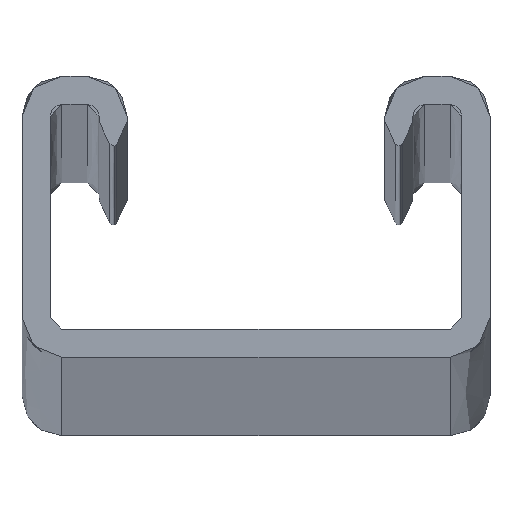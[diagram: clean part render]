
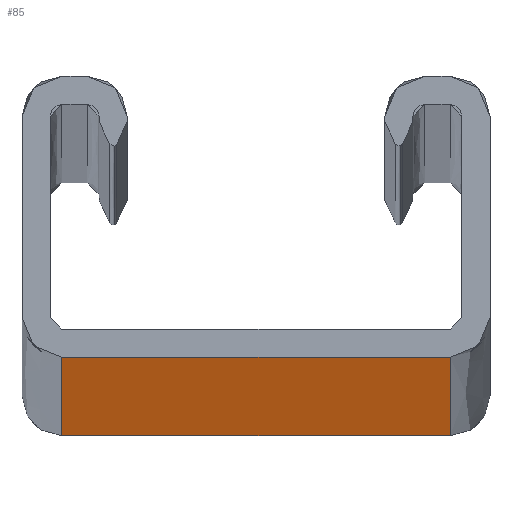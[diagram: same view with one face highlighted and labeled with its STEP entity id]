
A CAD part, top view. The second image highlights one B-rep face of the part: STEP entity #85.
In plain terms, the highlighted planar face has unit normal (0, -1, 0).
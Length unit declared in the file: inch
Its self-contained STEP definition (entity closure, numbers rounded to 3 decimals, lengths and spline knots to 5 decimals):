
#85=ADVANCED_FACE('',(#187),#188,.T.);
#187=FACE_OUTER_BOUND('',#331,.T.);
#188=PLANE('',#332);
#331=EDGE_LOOP('',(#583,#584,#585,#586));
#332=AXIS2_PLACEMENT_3D('',#587,#588,#589);
#583=ORIENTED_EDGE('',*,*,#857,.T.);
#584=ORIENTED_EDGE('',*,*,#858,.F.);
#585=ORIENTED_EDGE('',*,*,#859,.F.);
#586=ORIENTED_EDGE('',*,*,#860,.T.);
#587=CARTESIAN_POINT('',(0.51875,0.0,0.0));
#588=DIRECTION('',(0.0,-1.0,0.0));
#589=DIRECTION('',(1.0,0.0,-0.0));
#857=EDGE_CURVE('',#1032,#1033,#1034,.T.);
#858=EDGE_CURVE('',#1035,#1033,#1036,.T.);
#859=EDGE_CURVE('',#1037,#1035,#1038,.T.);
#860=EDGE_CURVE('',#1037,#1032,#1039,.T.);
#1032=VERTEX_POINT('',#1297);
#1033=VERTEX_POINT('',#1298);
#1034=LINE('',#1299,#1300);
#1035=VERTEX_POINT('',#1301);
#1036=LINE('',#1302,#1303);
#1037=VERTEX_POINT('',#1304);
#1038=LINE('',#1305,#1306);
#1039=LINE('',#1307,#1308);
#1297=CARTESIAN_POINT('',(1.0375,0.0,120.0));
#1298=CARTESIAN_POINT('',(0.,0.0,120.0));
#1299=CARTESIAN_POINT('',(1.0375,0.0,120.0));
#1300=VECTOR('',#1543,1.0);
#1301=CARTESIAN_POINT('',(0.,0.0,0.0));
#1302=CARTESIAN_POINT('',(0.,0.0,0.0));
#1303=VECTOR('',#1544,1.0);
#1304=CARTESIAN_POINT('',(1.0375,0.0,0.0));
#1305=CARTESIAN_POINT('',(1.0375,0.0,0.0));
#1306=VECTOR('',#1545,1.0);
#1307=CARTESIAN_POINT('',(1.0375,0.0,0.0));
#1308=VECTOR('',#1546,1.0);
#1543=DIRECTION('',(-1.0,0.0,0.0));
#1544=DIRECTION('',(0.0,0.0,1.0));
#1545=DIRECTION('',(-1.0,0.0,0.0));
#1546=DIRECTION('',(0.0,0.0,1.0));
